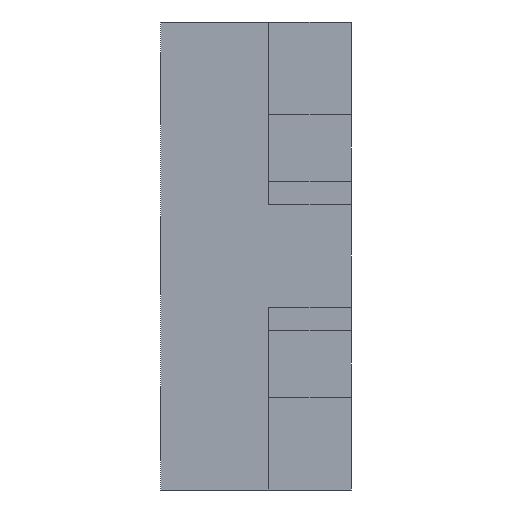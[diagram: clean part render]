
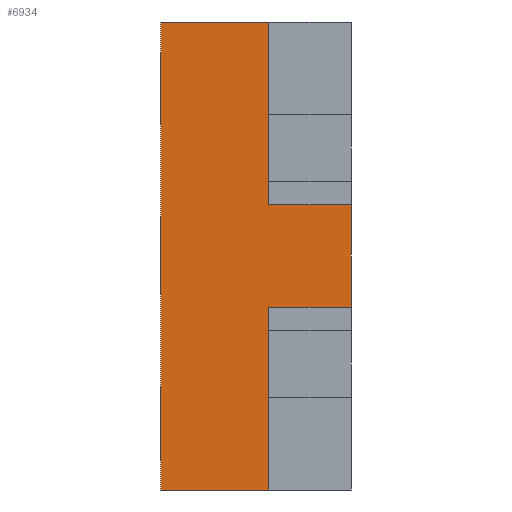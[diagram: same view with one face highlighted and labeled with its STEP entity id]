
A CAD part, left-side view. The second image highlights one B-rep face of the part: STEP entity #6934.
In plain terms, the highlighted planar face has unit normal (-1, 0, 0).
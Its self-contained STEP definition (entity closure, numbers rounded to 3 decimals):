
#6056 = PLANE('',#6057);
#6057 = AXIS2_PLACEMENT_3D('',#6058,#6059,#6060);
#6058 = CARTESIAN_POINT('',(0.,3.6,0.));
#6059 = DIRECTION('',(0.,1.,-0.));
#6060 = DIRECTION('',(0.,0.,1.));
#6132 = PLANE('',#6133);
#6133 = AXIS2_PLACEMENT_3D('',#6134,#6135,#6136);
#6134 = CARTESIAN_POINT('',(0.,1.5,0.));
#6135 = DIRECTION('',(0.,1.,-0.));
#6136 = DIRECTION('',(0.,0.,1.));
#6172 = PLANE('',#6173);
#6173 = AXIS2_PLACEMENT_3D('',#6174,#6175,#6176);
#6174 = CARTESIAN_POINT('',(0.,3.6,-4.55));
#6175 = DIRECTION('',(0.,-0.,1.));
#6176 = DIRECTION('',(1.,0.,0.));
#6335 = PLANE('',#6336);
#6336 = AXIS2_PLACEMENT_3D('',#6337,#6338,#6339);
#6337 = CARTESIAN_POINT('',(0.,3.6,4.55));
#6338 = DIRECTION('',(0.,0.,-1.));
#6339 = DIRECTION('',(-1.,0.,-0.));
#6432 = VERTEX_POINT('',#6433);
#6433 = CARTESIAN_POINT('',(-5.95,1.5,4.55));
#6454 = EDGE_CURVE('',#6455,#6432,#6457,.T.);
#6455 = VERTEX_POINT('',#6456);
#6456 = CARTESIAN_POINT('',(-5.95,1.5,1.));
#6457 = SURFACE_CURVE('',#6458,(#6462,#6469),.PCURVE_S1.);
#6458 = LINE('',#6459,#6460);
#6459 = CARTESIAN_POINT('',(-5.95,1.5,0.));
#6460 = VECTOR('',#6461,1.);
#6461 = DIRECTION('',(0.,0.,1.));
#6462 = PCURVE('',#6132,#6463);
#6463 = DEFINITIONAL_REPRESENTATION('',(#6464),#6468);
#6464 = LINE('',#6465,#6466);
#6465 = CARTESIAN_POINT('',(0.,-5.95));
#6466 = VECTOR('',#6467,1.);
#6467 = DIRECTION('',(1.,0.));
#6468 = ( GEOMETRIC_REPRESENTATION_CONTEXT(2) 
PARAMETRIC_REPRESENTATION_CONTEXT() REPRESENTATION_CONTEXT('2D SPACE',''
  ) );
#6469 = PCURVE('',#6470,#6475);
#6470 = PLANE('',#6471);
#6471 = AXIS2_PLACEMENT_3D('',#6472,#6473,#6474);
#6472 = CARTESIAN_POINT('',(-5.95,3.6,0.));
#6473 = DIRECTION('',(1.,0.,0.));
#6474 = DIRECTION('',(0.,0.,-1.));
#6475 = DEFINITIONAL_REPRESENTATION('',(#6476),#6480);
#6476 = LINE('',#6477,#6478);
#6477 = CARTESIAN_POINT('',(0.,-2.1));
#6478 = VECTOR('',#6479,1.);
#6479 = DIRECTION('',(-1.,0.));
#6480 = ( GEOMETRIC_REPRESENTATION_CONTEXT(2) 
PARAMETRIC_REPRESENTATION_CONTEXT() REPRESENTATION_CONTEXT('2D SPACE',''
  ) );
#6498 = PLANE('',#6499);
#6499 = AXIS2_PLACEMENT_3D('',#6500,#6501,#6502);
#6500 = CARTESIAN_POINT('',(0.,1.5,1.));
#6501 = DIRECTION('',(0.,0.,-1.));
#6502 = DIRECTION('',(-1.,0.,-0.));
#6539 = VERTEX_POINT('',#6540);
#6540 = CARTESIAN_POINT('',(-5.95,1.5,-1.));
#6554 = PLANE('',#6555);
#6555 = AXIS2_PLACEMENT_3D('',#6556,#6557,#6558);
#6556 = CARTESIAN_POINT('',(0.,1.5,-1.));
#6557 = DIRECTION('',(0.,0.,-1.));
#6558 = DIRECTION('',(-1.,0.,-0.));
#6566 = EDGE_CURVE('',#6567,#6539,#6569,.T.);
#6567 = VERTEX_POINT('',#6568);
#6568 = CARTESIAN_POINT('',(-5.95,1.5,-4.55));
#6569 = SURFACE_CURVE('',#6570,(#6574,#6581),.PCURVE_S1.);
#6570 = LINE('',#6571,#6572);
#6571 = CARTESIAN_POINT('',(-5.95,1.5,0.));
#6572 = VECTOR('',#6573,1.);
#6573 = DIRECTION('',(0.,0.,1.));
#6574 = PCURVE('',#6132,#6575);
#6575 = DEFINITIONAL_REPRESENTATION('',(#6576),#6580);
#6576 = LINE('',#6577,#6578);
#6577 = CARTESIAN_POINT('',(0.,-5.95));
#6578 = VECTOR('',#6579,1.);
#6579 = DIRECTION('',(1.,0.));
#6580 = ( GEOMETRIC_REPRESENTATION_CONTEXT(2) 
PARAMETRIC_REPRESENTATION_CONTEXT() REPRESENTATION_CONTEXT('2D SPACE',''
  ) );
#6581 = PCURVE('',#6470,#6582);
#6582 = DEFINITIONAL_REPRESENTATION('',(#6583),#6587);
#6583 = LINE('',#6584,#6585);
#6584 = CARTESIAN_POINT('',(0.,-2.1));
#6585 = VECTOR('',#6586,1.);
#6586 = DIRECTION('',(-1.,0.));
#6587 = ( GEOMETRIC_REPRESENTATION_CONTEXT(2) 
PARAMETRIC_REPRESENTATION_CONTEXT() REPRESENTATION_CONTEXT('2D SPACE',''
  ) );
#6934 = ADVANCED_FACE('',(#6935),#6470,.F.);
#6935 = FACE_BOUND('',#6936,.T.);
#6936 = EDGE_LOOP('',(#6937,#6938,#6961,#6989,#7010,#7011,#7034,#7057));
#6937 = ORIENTED_EDGE('',*,*,#6566,.T.);
#6938 = ORIENTED_EDGE('',*,*,#6939,.T.);
#6939 = EDGE_CURVE('',#6539,#6940,#6942,.T.);
#6940 = VERTEX_POINT('',#6941);
#6941 = CARTESIAN_POINT('',(-5.95,-0.1,-1.));
#6942 = SURFACE_CURVE('',#6943,(#6947,#6954),.PCURVE_S1.);
#6943 = LINE('',#6944,#6945);
#6944 = CARTESIAN_POINT('',(-5.95,1.5,-1.));
#6945 = VECTOR('',#6946,1.);
#6946 = DIRECTION('',(-0.,-1.,-0.));
#6947 = PCURVE('',#6470,#6948);
#6948 = DEFINITIONAL_REPRESENTATION('',(#6949),#6953);
#6949 = LINE('',#6950,#6951);
#6950 = CARTESIAN_POINT('',(1.,-2.1));
#6951 = VECTOR('',#6952,1.);
#6952 = DIRECTION('',(0.,-1.));
#6953 = ( GEOMETRIC_REPRESENTATION_CONTEXT(2) 
PARAMETRIC_REPRESENTATION_CONTEXT() REPRESENTATION_CONTEXT('2D SPACE',''
  ) );
#6954 = PCURVE('',#6554,#6955);
#6955 = DEFINITIONAL_REPRESENTATION('',(#6956),#6960);
#6956 = LINE('',#6957,#6958);
#6957 = CARTESIAN_POINT('',(5.95,0.));
#6958 = VECTOR('',#6959,1.);
#6959 = DIRECTION('',(0.,-1.));
#6960 = ( GEOMETRIC_REPRESENTATION_CONTEXT(2) 
PARAMETRIC_REPRESENTATION_CONTEXT() REPRESENTATION_CONTEXT('2D SPACE',''
  ) );
#6961 = ORIENTED_EDGE('',*,*,#6962,.T.);
#6962 = EDGE_CURVE('',#6940,#6963,#6965,.T.);
#6963 = VERTEX_POINT('',#6964);
#6964 = CARTESIAN_POINT('',(-5.95,-0.1,1.));
#6965 = SURFACE_CURVE('',#6966,(#6970,#6977),.PCURVE_S1.);
#6966 = LINE('',#6967,#6968);
#6967 = CARTESIAN_POINT('',(-5.95,-0.1,1.));
#6968 = VECTOR('',#6969,1.);
#6969 = DIRECTION('',(-0.,0.,1.));
#6970 = PCURVE('',#6470,#6971);
#6971 = DEFINITIONAL_REPRESENTATION('',(#6972),#6976);
#6972 = LINE('',#6973,#6974);
#6973 = CARTESIAN_POINT('',(-1.,-3.7));
#6974 = VECTOR('',#6975,1.);
#6975 = DIRECTION('',(-1.,0.));
#6976 = ( GEOMETRIC_REPRESENTATION_CONTEXT(2) 
PARAMETRIC_REPRESENTATION_CONTEXT() REPRESENTATION_CONTEXT('2D SPACE',''
  ) );
#6977 = PCURVE('',#6978,#6983);
#6978 = PLANE('',#6979);
#6979 = AXIS2_PLACEMENT_3D('',#6980,#6981,#6982);
#6980 = CARTESIAN_POINT('',(0.,-0.1,0.));
#6981 = DIRECTION('',(0.,1.,-0.));
#6982 = DIRECTION('',(0.,0.,1.));
#6983 = DEFINITIONAL_REPRESENTATION('',(#6984),#6988);
#6984 = LINE('',#6985,#6986);
#6985 = CARTESIAN_POINT('',(1.,-5.95));
#6986 = VECTOR('',#6987,1.);
#6987 = DIRECTION('',(1.,0.));
#6988 = ( GEOMETRIC_REPRESENTATION_CONTEXT(2) 
PARAMETRIC_REPRESENTATION_CONTEXT() REPRESENTATION_CONTEXT('2D SPACE',''
  ) );
#6989 = ORIENTED_EDGE('',*,*,#6990,.F.);
#6990 = EDGE_CURVE('',#6455,#6963,#6991,.T.);
#6991 = SURFACE_CURVE('',#6992,(#6996,#7003),.PCURVE_S1.);
#6992 = LINE('',#6993,#6994);
#6993 = CARTESIAN_POINT('',(-5.95,1.5,1.));
#6994 = VECTOR('',#6995,1.);
#6995 = DIRECTION('',(-0.,-1.,-0.));
#6996 = PCURVE('',#6470,#6997);
#6997 = DEFINITIONAL_REPRESENTATION('',(#6998),#7002);
#6998 = LINE('',#6999,#7000);
#6999 = CARTESIAN_POINT('',(-1.,-2.1));
#7000 = VECTOR('',#7001,1.);
#7001 = DIRECTION('',(0.,-1.));
#7002 = ( GEOMETRIC_REPRESENTATION_CONTEXT(2) 
PARAMETRIC_REPRESENTATION_CONTEXT() REPRESENTATION_CONTEXT('2D SPACE',''
  ) );
#7003 = PCURVE('',#6498,#7004);
#7004 = DEFINITIONAL_REPRESENTATION('',(#7005),#7009);
#7005 = LINE('',#7006,#7007);
#7006 = CARTESIAN_POINT('',(5.95,0.));
#7007 = VECTOR('',#7008,1.);
#7008 = DIRECTION('',(0.,-1.));
#7009 = ( GEOMETRIC_REPRESENTATION_CONTEXT(2) 
PARAMETRIC_REPRESENTATION_CONTEXT() REPRESENTATION_CONTEXT('2D SPACE',''
  ) );
#7010 = ORIENTED_EDGE('',*,*,#6454,.T.);
#7011 = ORIENTED_EDGE('',*,*,#7012,.F.);
#7012 = EDGE_CURVE('',#7013,#6432,#7015,.T.);
#7013 = VERTEX_POINT('',#7014);
#7014 = CARTESIAN_POINT('',(-5.95,3.6,4.55));
#7015 = SURFACE_CURVE('',#7016,(#7020,#7027),.PCURVE_S1.);
#7016 = LINE('',#7017,#7018);
#7017 = CARTESIAN_POINT('',(-5.95,3.6,4.55));
#7018 = VECTOR('',#7019,1.);
#7019 = DIRECTION('',(-0.,-1.,-0.));
#7020 = PCURVE('',#6470,#7021);
#7021 = DEFINITIONAL_REPRESENTATION('',(#7022),#7026);
#7022 = LINE('',#7023,#7024);
#7023 = CARTESIAN_POINT('',(-4.55,0.));
#7024 = VECTOR('',#7025,1.);
#7025 = DIRECTION('',(0.,-1.));
#7026 = ( GEOMETRIC_REPRESENTATION_CONTEXT(2) 
PARAMETRIC_REPRESENTATION_CONTEXT() REPRESENTATION_CONTEXT('2D SPACE',''
  ) );
#7027 = PCURVE('',#6335,#7028);
#7028 = DEFINITIONAL_REPRESENTATION('',(#7029),#7033);
#7029 = LINE('',#7030,#7031);
#7030 = CARTESIAN_POINT('',(5.95,0.));
#7031 = VECTOR('',#7032,1.);
#7032 = DIRECTION('',(0.,-1.));
#7033 = ( GEOMETRIC_REPRESENTATION_CONTEXT(2) 
PARAMETRIC_REPRESENTATION_CONTEXT() REPRESENTATION_CONTEXT('2D SPACE',''
  ) );
#7034 = ORIENTED_EDGE('',*,*,#7035,.F.);
#7035 = EDGE_CURVE('',#7036,#7013,#7038,.T.);
#7036 = VERTEX_POINT('',#7037);
#7037 = CARTESIAN_POINT('',(-5.95,3.6,-4.55));
#7038 = SURFACE_CURVE('',#7039,(#7043,#7050),.PCURVE_S1.);
#7039 = LINE('',#7040,#7041);
#7040 = CARTESIAN_POINT('',(-5.95,3.6,0.));
#7041 = VECTOR('',#7042,1.);
#7042 = DIRECTION('',(0.,0.,1.));
#7043 = PCURVE('',#6470,#7044);
#7044 = DEFINITIONAL_REPRESENTATION('',(#7045),#7049);
#7045 = LINE('',#7046,#7047);
#7046 = CARTESIAN_POINT('',(0.,0.));
#7047 = VECTOR('',#7048,1.);
#7048 = DIRECTION('',(-1.,0.));
#7049 = ( GEOMETRIC_REPRESENTATION_CONTEXT(2) 
PARAMETRIC_REPRESENTATION_CONTEXT() REPRESENTATION_CONTEXT('2D SPACE',''
  ) );
#7050 = PCURVE('',#6056,#7051);
#7051 = DEFINITIONAL_REPRESENTATION('',(#7052),#7056);
#7052 = LINE('',#7053,#7054);
#7053 = CARTESIAN_POINT('',(0.,-5.95));
#7054 = VECTOR('',#7055,1.);
#7055 = DIRECTION('',(1.,0.));
#7056 = ( GEOMETRIC_REPRESENTATION_CONTEXT(2) 
PARAMETRIC_REPRESENTATION_CONTEXT() REPRESENTATION_CONTEXT('2D SPACE',''
  ) );
#7057 = ORIENTED_EDGE('',*,*,#7058,.T.);
#7058 = EDGE_CURVE('',#7036,#6567,#7059,.T.);
#7059 = SURFACE_CURVE('',#7060,(#7064,#7071),.PCURVE_S1.);
#7060 = LINE('',#7061,#7062);
#7061 = CARTESIAN_POINT('',(-5.95,3.6,-4.55));
#7062 = VECTOR('',#7063,1.);
#7063 = DIRECTION('',(-0.,-1.,-0.));
#7064 = PCURVE('',#6470,#7065);
#7065 = DEFINITIONAL_REPRESENTATION('',(#7066),#7070);
#7066 = LINE('',#7067,#7068);
#7067 = CARTESIAN_POINT('',(4.55,0.));
#7068 = VECTOR('',#7069,1.);
#7069 = DIRECTION('',(0.,-1.));
#7070 = ( GEOMETRIC_REPRESENTATION_CONTEXT(2) 
PARAMETRIC_REPRESENTATION_CONTEXT() REPRESENTATION_CONTEXT('2D SPACE',''
  ) );
#7071 = PCURVE('',#6172,#7072);
#7072 = DEFINITIONAL_REPRESENTATION('',(#7073),#7077);
#7073 = LINE('',#7074,#7075);
#7074 = CARTESIAN_POINT('',(-5.95,0.));
#7075 = VECTOR('',#7076,1.);
#7076 = DIRECTION('',(-0.,-1.));
#7077 = ( GEOMETRIC_REPRESENTATION_CONTEXT(2) 
PARAMETRIC_REPRESENTATION_CONTEXT() REPRESENTATION_CONTEXT('2D SPACE',''
  ) );
